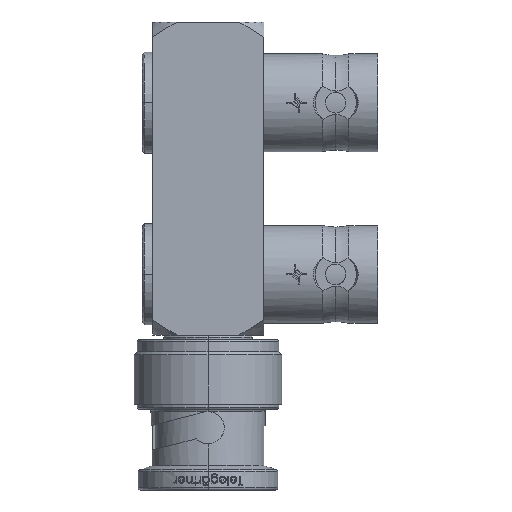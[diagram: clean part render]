
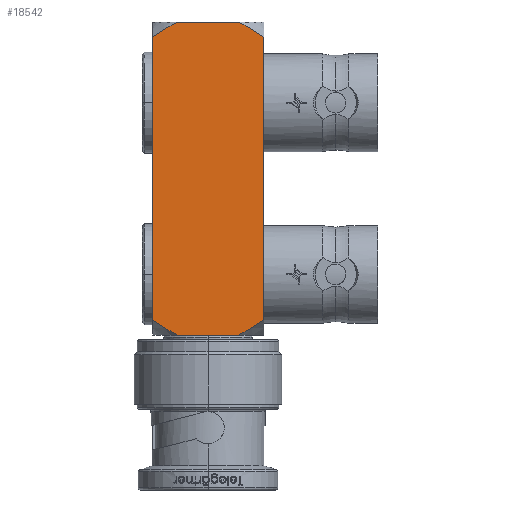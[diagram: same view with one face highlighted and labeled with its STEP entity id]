
A CAD part, left-side view. The second image highlights one B-rep face of the part: STEP entity #18542.
In plain terms, the highlighted planar face has unit normal (-1, 0, 0).
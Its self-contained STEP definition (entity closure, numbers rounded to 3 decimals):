
#41 = CARTESIAN_POINT ( 'NONE',  ( -5.5, 3.462, -0.209 ) ) ;
#57 = ORIENTED_EDGE ( 'NONE', *, *, #4337, .F. ) ;
#275 = CARTESIAN_POINT ( 'NONE',  ( -5.5, 3.884, -30.553 ) ) ;
#1297 = B_SPLINE_CURVE_WITH_KNOTS ( 'NONE', 3,
 ( #16429, #22007, #12182, #18562, #6047, #20628 ),
 .UNSPECIFIED., .F., .F.,
 ( 4, 2, 4 ),
 ( 0.018, 0.019, 0.021 ),
 .UNSPECIFIED. ) ;
#1302 = B_SPLINE_CURVE_WITH_KNOTS ( 'NONE', 3,
 ( #16916, #14799, #275, #4449, #19033, #6497 ),
 .UNSPECIFIED., .F., .F.,
 ( 4, 2, 4 ),
 ( 0.018, 0.019, 0.021 ),
 .UNSPECIFIED. ) ;
#1349 = ORIENTED_EDGE ( 'NONE', *, *, #12739, .F. ) ;
#2483 = EDGE_CURVE ( 'NONE', #21960, #9205, #19859, .T. ) ;
#2560 = CARTESIAN_POINT ( 'NONE',  ( -5.5, -3.027, -31. ) ) ;
#2804 = ORIENTED_EDGE ( 'NONE', *, *, #26060, .T. ) ;
#2812 = CARTESIAN_POINT ( 'NONE',  ( -5.5, -5.5, -29.5 ) ) ;
#3016 = CARTESIAN_POINT ( 'NONE',  ( -5.5, 5.5, 0. ) ) ;
#3535 = DIRECTION ( 'NONE',  ( 0., 0., 1. ) ) ;
#3701 = ORIENTED_EDGE ( 'NONE', *, *, #15325, .F. ) ;
#4058 = ORIENTED_EDGE ( 'NONE', *, *, #10760, .F. ) ;
#4337 = EDGE_CURVE ( 'NONE', #18805, #4653, #7492, .T. ) ;
#4449 = CARTESIAN_POINT ( 'NONE',  ( -5.5, 4.705, -30.047 ) ) ;
#4653 = VERTEX_POINT ( 'NONE', #4716 ) ;
#4704 = CARTESIAN_POINT ( 'NONE',  ( -5.5, 3.027, 0. ) ) ;
#4716 = CARTESIAN_POINT ( 'NONE',  ( -5.5, 5.5, -1.5 ) ) ;
#4868 = CARTESIAN_POINT ( 'NONE',  ( -5.5, -3.027, 0. ) ) ;
#5097 = DIRECTION ( 'NONE',  ( 0., -1., 0. ) ) ;
#5348 = CARTESIAN_POINT ( 'NONE',  ( -5.5, 5.5, -31. ) ) ;
#6047 = CARTESIAN_POINT ( 'NONE',  ( -5.5, -5.106, -1.221 ) ) ;
#6206 = CARTESIAN_POINT ( 'NONE',  ( -5.5, 5.107, -1.222 ) ) ;
#6497 = CARTESIAN_POINT ( 'NONE',  ( -5.5, 5.5, -29.5 ) ) ;
#6856 = EDGE_CURVE ( 'NONE', #26828, #9205, #9171, .T. ) ;
#7492 = LINE ( 'NONE', #5348, #18654 ) ;
#8658 = CARTESIAN_POINT ( 'NONE',  ( -5.5, 5.5, -31. ) ) ;
#9171 = LINE ( 'NONE', #12166, #14027 ) ;
#9205 = VERTEX_POINT ( 'NONE', #17171 ) ;
#9531 = ORIENTED_EDGE ( 'NONE', *, *, #6856, .T. ) ;
#10276 = LINE ( 'NONE', #3016, #21430 ) ;
#10731 = FACE_OUTER_BOUND ( 'NONE', #22439, .T. ) ;
#10746 = DIRECTION ( 'NONE',  ( 0., -1., 0. ) ) ;
#10760 = EDGE_CURVE ( 'NONE', #4653, #25015, #10854, .T. ) ;
#10854 = B_SPLINE_CURVE_WITH_KNOTS ( 'NONE', 3,
 ( #20789, #6206, #25001, #12454, #41, #14579 ),
 .UNSPECIFIED., .F., .F.,
 ( 4, 2, 4 ),
 ( 0.009, 0.01, 0.012 ),
 .UNSPECIFIED. ) ;
#11576 = DIRECTION ( 'NONE',  ( 0., 0., 1. ) ) ;
#12166 = CARTESIAN_POINT ( 'NONE',  ( -5.5, 5.5, -31. ) ) ;
#12182 = CARTESIAN_POINT ( 'NONE',  ( -5.5, -3.884, -0.447 ) ) ;
#12454 = CARTESIAN_POINT ( 'NONE',  ( -5.5, 3.885, -0.448 ) ) ;
#12739 = EDGE_CURVE ( 'NONE', #16004, #25286, #1297, .T. ) ;
#13934 = LINE ( 'NONE', #18129, #19550 ) ;
#14027 = VECTOR ( 'NONE', #26825, 1000. ) ;
#14579 = CARTESIAN_POINT ( 'NONE',  ( -5.5, 3.027, 0. ) ) ;
#14799 = CARTESIAN_POINT ( 'NONE',  ( -5.5, 3.464, -30.789 ) ) ;
#14875 = PLANE ( 'NONE',  #22765 ) ;
#14892 = CARTESIAN_POINT ( 'NONE',  ( -5.5, -3.462, -30.791 ) ) ;
#15325 = EDGE_CURVE ( 'NONE', #26828, #18805, #1302, .T. ) ;
#16004 = VERTEX_POINT ( 'NONE', #4868 ) ;
#16429 = CARTESIAN_POINT ( 'NONE',  ( -5.5, -3.027, 0. ) ) ;
#16916 = CARTESIAN_POINT ( 'NONE',  ( -5.5, 3.027, -31. ) ) ;
#17171 = CARTESIAN_POINT ( 'NONE',  ( -5.5, -3.027, -31. ) ) ;
#18129 = CARTESIAN_POINT ( 'NONE',  ( -5.5, -5.5, -31. ) ) ;
#18542 = ADVANCED_FACE ( 'NONE', ( #10731 ), #14875, .T. ) ;
#18562 = CARTESIAN_POINT ( 'NONE',  ( -5.5, -4.705, -0.953 ) ) ;
#18654 = VECTOR ( 'NONE', #11576, 1000. ) ;
#18805 = VERTEX_POINT ( 'NONE', #22168 ) ;
#18856 = CARTESIAN_POINT ( 'NONE',  ( -5.5, -5.5, -29.5 ) ) ;
#19033 = CARTESIAN_POINT ( 'NONE',  ( -5.5, 5.106, -29.779 ) ) ;
#19126 = ORIENTED_EDGE ( 'NONE', *, *, #26808, .F. ) ;
#19303 = CARTESIAN_POINT ( 'NONE',  ( -5.5, -3.885, -30.552 ) ) ;
#19550 = VECTOR ( 'NONE', #3535, 1000. ) ;
#19695 = CARTESIAN_POINT ( 'NONE',  ( -5.5, 3.027, -31. ) ) ;
#19859 = B_SPLINE_CURVE_WITH_KNOTS ( 'NONE', 3,
 ( #2812, #25683, #23224, #19303, #14892, #2560 ),
 .UNSPECIFIED., .F., .F.,
 ( 4, 2, 4 ),
 ( 0.009, 0.01, 0.012 ),
 .UNSPECIFIED. ) ;
#20628 = CARTESIAN_POINT ( 'NONE',  ( -5.5, -5.5, -1.5 ) ) ;
#20789 = CARTESIAN_POINT ( 'NONE',  ( -5.5, 5.5, -1.5 ) ) ;
#21430 = VECTOR ( 'NONE', #5097, 1000. ) ;
#21960 = VERTEX_POINT ( 'NONE', #18856 ) ;
#22007 = CARTESIAN_POINT ( 'NONE',  ( -5.5, -3.464, -0.211 ) ) ;
#22168 = CARTESIAN_POINT ( 'NONE',  ( -5.5, 5.5, -29.5 ) ) ;
#22439 = EDGE_LOOP ( 'NONE', ( #4058, #57, #3701, #9531, #22442, #2804, #1349, #19126 ) ) ;
#22442 = ORIENTED_EDGE ( 'NONE', *, *, #2483, .F. ) ;
#22765 = AXIS2_PLACEMENT_3D ( 'NONE', #8658, #23294, #10746 ) ;
#23224 = CARTESIAN_POINT ( 'NONE',  ( -5.5, -4.707, -30.046 ) ) ;
#23294 = DIRECTION ( 'NONE',  ( -1., 0., 0. ) ) ;
#25001 = CARTESIAN_POINT ( 'NONE',  ( -5.5, 4.707, -0.954 ) ) ;
#25015 = VERTEX_POINT ( 'NONE', #4704 ) ;
#25286 = VERTEX_POINT ( 'NONE', #26909 ) ;
#25683 = CARTESIAN_POINT ( 'NONE',  ( -5.5, -5.107, -29.778 ) ) ;
#26060 = EDGE_CURVE ( 'NONE', #21960, #25286, #13934, .T. ) ;
#26808 = EDGE_CURVE ( 'NONE', #25015, #16004, #10276, .T. ) ;
#26825 = DIRECTION ( 'NONE',  ( 0., -1., 0. ) ) ;
#26828 = VERTEX_POINT ( 'NONE', #19695 ) ;
#26909 = CARTESIAN_POINT ( 'NONE',  ( -5.5, -5.5, -1.5 ) ) ;
